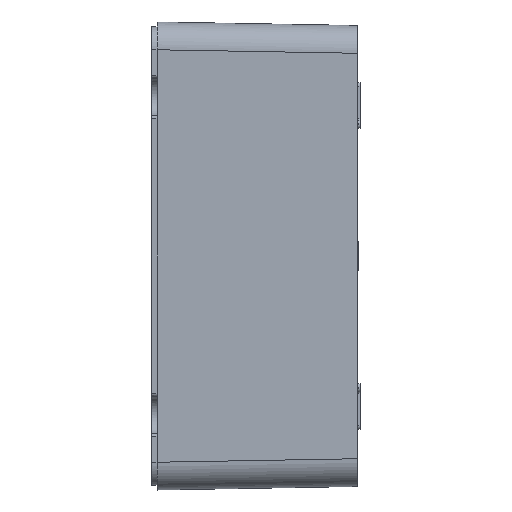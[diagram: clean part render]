
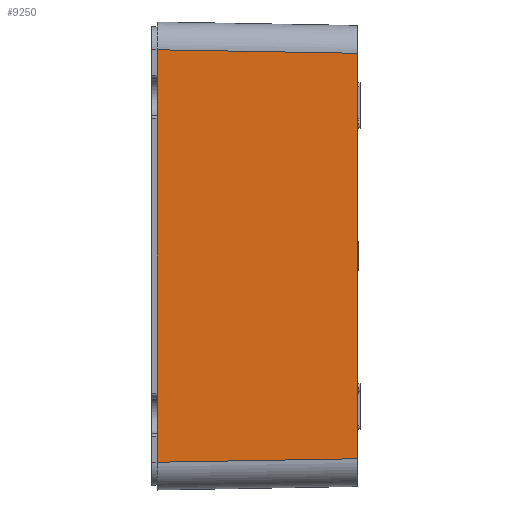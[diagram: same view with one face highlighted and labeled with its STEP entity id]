
A CAD part, left-side view. The second image highlights one B-rep face of the part: STEP entity #9250.
In plain terms, the highlighted planar face has unit normal (-1, -0.018, 0).
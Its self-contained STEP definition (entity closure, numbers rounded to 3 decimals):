
#263=DIRECTION('',(0.,0.,-1.));
#264=VECTOR('',#263,142.54);
#265=CARTESIAN_POINT('',(-80.869,-1.8,71.27));
#266=LINE('',#265,#264);
#267=DIRECTION('',(-0.017,1.,0.017));
#268=VECTOR('',#267,69.221);
#269=CARTESIAN_POINT('',(-79.661,-71.,70.062));
#270=LINE('',#269,#268);
#271=DIRECTION('',(0.017,-1.,0.017));
#272=VECTOR('',#271,69.221);
#273=CARTESIAN_POINT('',(-80.869,-1.8,-71.27));
#274=LINE('',#273,#272);
#283=CARTESIAN_POINT('',(-80.869,-1.8,71.27));
#383=DIRECTION('',(0.,0.,-1.));
#384=VECTOR('',#383,140.124);
#385=CARTESIAN_POINT('',(-79.661,-71.,70.062));
#386=LINE('',#385,#384);
#395=CARTESIAN_POINT('',(-79.661,-71.,70.062));
#8708=VERTEX_POINT('',#395);
#8709=CARTESIAN_POINT('',(-79.661,-71.,-70.062));
#8710=VERTEX_POINT('',#8709);
#8775=VERTEX_POINT('',#283);
#8776=CARTESIAN_POINT('',(-80.869,-1.8,-71.27));
#8777=VERTEX_POINT('',#8776);
#9237=CARTESIAN_POINT('',(-80.9,0.,-80.9));
#9238=DIRECTION('',(-1.,-0.017,0.));
#9239=DIRECTION('',(0.017,-1.,0.));
#9240=AXIS2_PLACEMENT_3D('',#9237,#9238,#9239);
#9241=PLANE('',#9240);
#9242=ORIENTED_EDGE('',*,*,#9152,.F.);
#9244=ORIENTED_EDGE('',*,*,#9243,.F.);
#9246=ORIENTED_EDGE('',*,*,#9245,.T.);
#9247=ORIENTED_EDGE('',*,*,#9228,.F.);
#9248=EDGE_LOOP('',(#9242,#9244,#9246,#9247));
#9249=FACE_OUTER_BOUND('',#9248,.F.);
#9250=ADVANCED_FACE('',(#9249),#9241,.T.);
#9152=EDGE_CURVE('',#8775,#8777,#266,.T.);
#9228=EDGE_CURVE('',#8777,#8710,#274,.T.);
#9243=EDGE_CURVE('',#8708,#8775,#270,.T.);
#9245=EDGE_CURVE('',#8708,#8710,#386,.T.);
